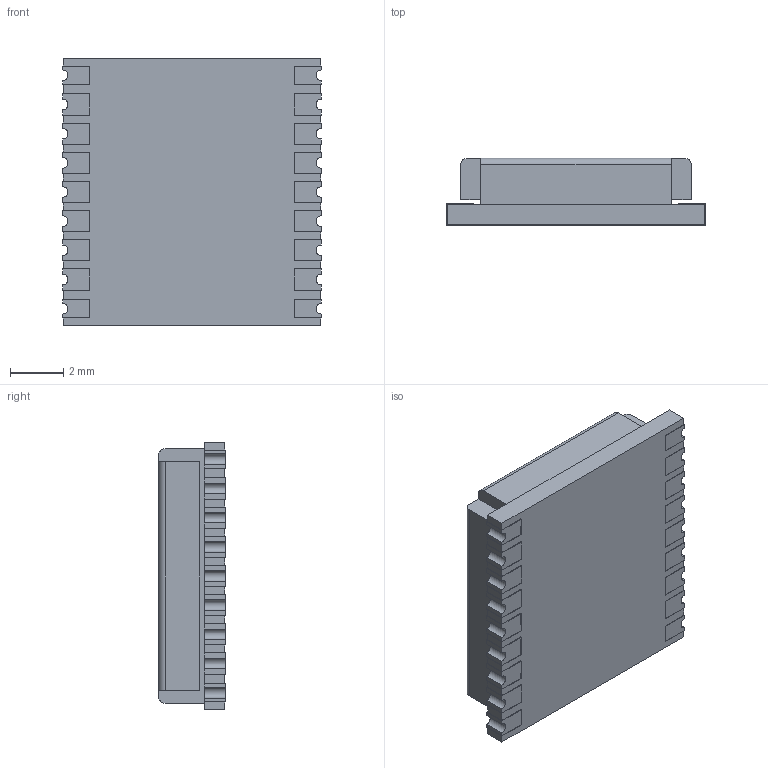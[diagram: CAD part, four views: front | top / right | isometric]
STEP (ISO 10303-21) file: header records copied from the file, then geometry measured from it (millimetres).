
FILE_DESCRIPTION (( 'STEP AP214' ), '1' );
FILE_NAME ('UBLOX_MAX-8.STEP', '2021-05-19T04:46:43', ( '' ), ( '' ), 'SwSTEP 2.0', 'SolidWorks 2020', '' );
FILE_SCHEMA (( 'AUTOMOTIVE_DESIGN' ));
Length unit declared in the file: millimetre
Products named in the file (1): UBLOX_MAX-8
Bounding box: 9.75 x 2.52 x 10.1 mm (x, y, z)
Volume: 212.8 mm3; surface area: 318.1 mm2
Topology: 1 solids, 1 shells, 215 faces, 630 edges, 420 vertices
Faces by surface type: plane 187, cylinder 28
Entity records: 9351 total; most frequent: CARTESIAN_POINT 1266, ORIENTED_EDGE 1260, DIRECTION 1118, EDGE_CURVE 630, VECTOR 574, LINE 574, VERTEX_POINT 420, AXIS2_PLACEMENT_3D 272
